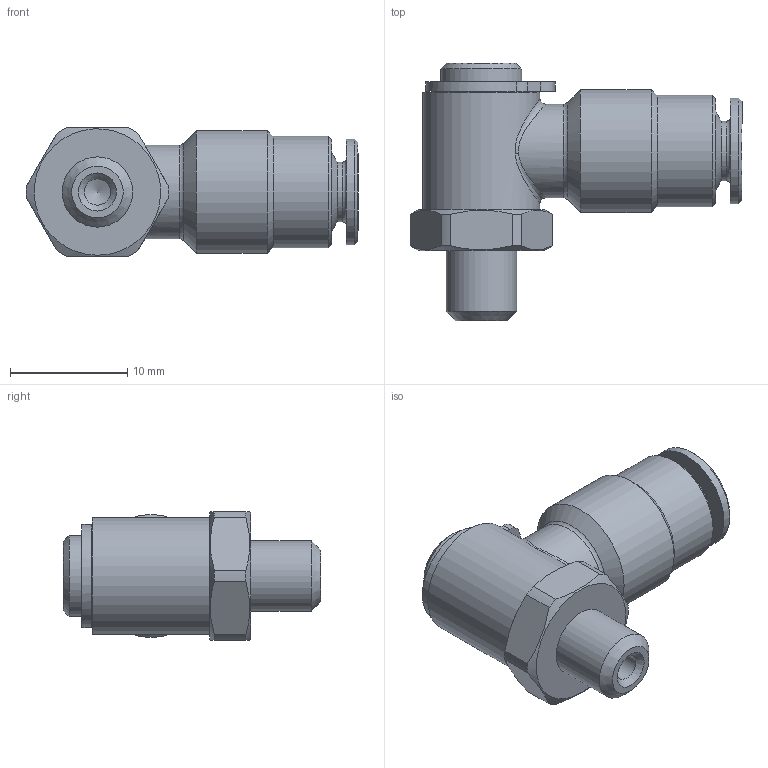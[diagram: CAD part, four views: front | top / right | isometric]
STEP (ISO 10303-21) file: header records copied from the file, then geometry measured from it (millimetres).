
FILE_DESCRIPTION(/* description */ ('STEP AP214'),/* implementation_level */ '2;1');
FILE_NAME(/* name */ 'H0080L10',/* time_stamp */ '2023-05-10T15:00:18+02:00',/* author */ ('License CC BY-ND 4.0'),/* organization */ ('CADENAS'),/* preprocessor_version */ 'ST-DEVELOPER v19.3',/* originating_system */ 'PARTsolutions',/* authorisation */ ' ');
FILE_SCHEMA (('AUTOMOTIVE_DESIGN {1 0 10303 214 3 1 1}'));
Length unit declared in the file: millimetre
Products named in the file (1): H0080L10
Bounding box: 28.34 x 22 x 11 mm (x, y, z)
Volume: 2338 mm3; surface area: 1826.1 mm2
Topology: 1 solids, 1 shells, 75 faces, 182 edges, 115 vertices
Faces by surface type: plane 30, cylinder 28, cone 13, bspline 2, torus 2
Full cylindrical faces by diameter (mm): 2.25 x1, 2.5 x1, 4.15 x1, 5.1 x1, 6 x1, 6.5 x1, 6.92 x1, 8 x1, 8.5 x1, 9 x1, 9.5 x1, 10 x1, 10.5 x1
Entity records: 2923 total; most frequent: CARTESIAN_POINT 769, DIRECTION 352, ORIENTED_EDGE 286, AXIS2_PLACEMENT_3D 155, EDGE_CURVE 143, FACE_BOUND 113, EDGE_LOOP 112, VERTEX_POINT 106
